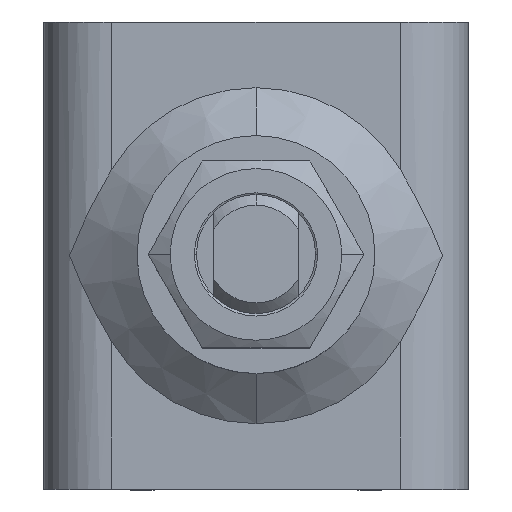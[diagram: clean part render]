
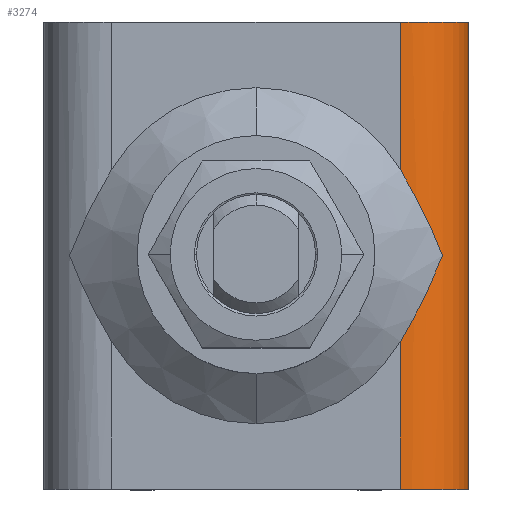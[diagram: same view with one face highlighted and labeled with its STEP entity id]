
A CAD part, top view. The second image highlights one B-rep face of the part: STEP entity #3274.
In plain terms, the highlighted cylindrical face has radius 8 mm (diameter 16 mm), a partial arc.
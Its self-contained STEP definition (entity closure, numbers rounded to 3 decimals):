
#47 = VECTOR ( 'NONE', #3129, 1000. ) ;
#107 = VERTEX_POINT ( 'NONE', #5082 ) ;
#241 = CARTESIAN_POINT ( 'NONE',  ( 21.944, 0., -1.711 ) ) ;
#297 = EDGE_CURVE ( 'NONE', #1810, #5354, #824, .T. ) ;
#320 = CARTESIAN_POINT ( 'NONE',  ( 21.781, 0.432, -1.585 ) ) ;
#694 = CARTESIAN_POINT ( 'NONE',  ( 25., 27.5, -8. ) ) ;
#824 = B_SPLINE_CURVE_WITH_KNOTS ( 'NONE', 3,
 ( #2450, #7330, #6613, #1193, #6694, #3618, #2416, #1806 ),
 .UNSPECIFIED., .F., .F.,
 ( 4, 2, 2, 4 ),
 ( 0., 0.006, 0.009, 0.011 ),
 .UNSPECIFIED. ) ;
#927 = ORIENTED_EDGE ( 'NONE', *, *, #1198, .T. ) ;
#1017 = AXIS2_PLACEMENT_3D ( 'NONE', #4214, #2486, #7843 ) ;
#1193 = CARTESIAN_POINT ( 'NONE',  ( 19.303, -5.964, -0.326 ) ) ;
#1198 = EDGE_CURVE ( 'NONE', #4745, #1810, #6640, .T. ) ;
#1407 = CARTESIAN_POINT ( 'NONE',  ( 20.143, 4.268, -0.63 ) ) ;
#1450 = VECTOR ( 'NONE', #2931, 1000. ) ;
#1462 = CIRCLE ( 'NONE', #7670, 8. ) ;
#1789 = CARTESIAN_POINT ( 'NONE',  ( 25., 27.5, -8. ) ) ;
#1806 = CARTESIAN_POINT ( 'NONE',  ( 17., -10.089, 0. ) ) ;
#1810 = VERTEX_POINT ( 'NONE', #3999 ) ;
#1854 = EDGE_CURVE ( 'NONE', #4745, #2454, #6093, .T. ) ;
#1897 = DIRECTION ( 'NONE',  ( 0., 1., 0. ) ) ;
#1905 = EDGE_CURVE ( 'NONE', #5354, #2309, #5016, .T. ) ;
#2309 = VERTEX_POINT ( 'NONE', #6188 ) ;
#2416 = CARTESIAN_POINT ( 'NONE',  ( 17.483, -9.275, 0. ) ) ;
#2450 = CARTESIAN_POINT ( 'NONE',  ( 21.944, 0., -1.711 ) ) ;
#2454 = VERTEX_POINT ( 'NONE', #6649 ) ;
#2486 = DIRECTION ( 'NONE',  ( 0., -1., 0. ) ) ;
#2646 = CARTESIAN_POINT ( 'NONE',  ( 21.269, 1.721, -1.231 ) ) ;
#2931 = DIRECTION ( 'NONE',  ( 0., 1., 0. ) ) ;
#3062 = ORIENTED_EDGE ( 'NONE', *, *, #5999, .F. ) ;
#3104 = DIRECTION ( 'NONE',  ( 0., 0., -1. ) ) ;
#3111 = DIRECTION ( 'NONE',  ( 0., 0., -1. ) ) ;
#3129 = DIRECTION ( 'NONE',  ( 0., -1., 0. ) ) ;
#3274 = ADVANCED_FACE ( 'NONE', ( #3582 ), #4291, .T. ) ;
#3290 = CARTESIAN_POINT ( 'NONE',  ( 21.614, 0.863, -1.464 ) ) ;
#3389 = VERTEX_POINT ( 'NONE', #694 ) ;
#3582 = FACE_OUTER_BOUND ( 'NONE', #7302, .T. ) ;
#3607 = CARTESIAN_POINT ( 'NONE',  ( 17., 27.5, 0. ) ) ;
#3618 = CARTESIAN_POINT ( 'NONE',  ( 17.954, -8.457, -0.044 ) ) ;
#3629 = CARTESIAN_POINT ( 'NONE',  ( 17., 27.5, -8. ) ) ;
#3884 = CARTESIAN_POINT ( 'NONE',  ( 17.981, 8.436, 0. ) ) ;
#3923 = CARTESIAN_POINT ( 'NONE',  ( 21.529, 1.078, -1.405 ) ) ;
#3999 = CARTESIAN_POINT ( 'NONE',  ( 21.944, 0., -1.711 ) ) ;
#4214 = CARTESIAN_POINT ( 'NONE',  ( 17., 27.5, -8. ) ) ;
#4291 = CYLINDRICAL_SURFACE ( 'NONE', #1017, 8. ) ;
#4532 = ORIENTED_EDGE ( 'NONE', *, *, #4821, .T. ) ;
#4582 = CARTESIAN_POINT ( 'NONE',  ( 17., 10.089, 0. ) ) ;
#4713 = CARTESIAN_POINT ( 'NONE',  ( 17., -27.5, -8. ) ) ;
#4745 = VERTEX_POINT ( 'NONE', #5806 ) ;
#4821 = EDGE_CURVE ( 'NONE', #3389, #2454, #5568, .T. ) ;
#5016 = LINE ( 'NONE', #6171, #47 ) ;
#5082 = CARTESIAN_POINT ( 'NONE',  ( 25., -27.5, -8. ) ) ;
#5227 = CARTESIAN_POINT ( 'NONE',  ( 21.09, 2.148, -1.121 ) ) ;
#5354 = VERTEX_POINT ( 'NONE', #7347 ) ;
#5358 = ORIENTED_EDGE ( 'NONE', *, *, #7401, .T. ) ;
#5568 = CIRCLE ( 'NONE', #7218, 8. ) ;
#5575 = ORIENTED_EDGE ( 'NONE', *, *, #1854, .F. ) ;
#5667 = CARTESIAN_POINT ( 'NONE',  ( 20.535, 3.424, -0.811 ) ) ;
#5806 = CARTESIAN_POINT ( 'NONE',  ( 17., 10.089, 0. ) ) ;
#5999 = EDGE_CURVE ( 'NONE', #107, #2309, #1462, .T. ) ;
#6093 = LINE ( 'NONE', #3607, #1450 ) ;
#6171 = CARTESIAN_POINT ( 'NONE',  ( 17., 27.5, 0. ) ) ;
#6188 = CARTESIAN_POINT ( 'NONE',  ( 17., -27.5, 0. ) ) ;
#6257 = CARTESIAN_POINT ( 'NONE',  ( 21.864, 0.214, -1.648 ) ) ;
#6335 = ORIENTED_EDGE ( 'NONE', *, *, #297, .T. ) ;
#6358 = CARTESIAN_POINT ( 'NONE',  ( 18.899, 6.782, -0.179 ) ) ;
#6582 = DIRECTION ( 'NONE',  ( 0., -1., 0. ) ) ;
#6613 = CARTESIAN_POINT ( 'NONE',  ( 20.556, -3.432, -0.779 ) ) ;
#6623 = DIRECTION ( 'NONE',  ( 0., -1., 0. ) ) ;
#6640 = B_SPLINE_CURVE_WITH_KNOTS ( 'NONE', 3,
 ( #4582, #3884, #6358, #1407, #5667, #5227, #2646, #3923, #3290, #320, #6257, #241 ),
 .UNSPECIFIED., .F., .F.,
 ( 4, 2, 2, 2, 2, 4 ),
 ( 0., 0.006, 0.009, 0.01, 0.011, 0.011 ),
 .UNSPECIFIED. ) ;
#6649 = CARTESIAN_POINT ( 'NONE',  ( 17., 27.5, 0. ) ) ;
#6694 = CARTESIAN_POINT ( 'NONE',  ( 18.864, -6.802, -0.206 ) ) ;
#7150 = VECTOR ( 'NONE', #1897, 1000. ) ;
#7218 = AXIS2_PLACEMENT_3D ( 'NONE', #3629, #6623, #3111 ) ;
#7302 = EDGE_LOOP ( 'NONE', ( #5358, #4532, #5575, #927, #6335, #7471, #3062 ) ) ;
#7330 = CARTESIAN_POINT ( 'NONE',  ( 21.301, -1.724, -1.205 ) ) ;
#7347 = CARTESIAN_POINT ( 'NONE',  ( 17., -10.089, 0. ) ) ;
#7352 = LINE ( 'NONE', #1789, #7150 ) ;
#7401 = EDGE_CURVE ( 'NONE', #107, #3389, #7352, .T. ) ;
#7471 = ORIENTED_EDGE ( 'NONE', *, *, #1905, .T. ) ;
#7670 = AXIS2_PLACEMENT_3D ( 'NONE', #4713, #6582, #3104 ) ;
#7843 = DIRECTION ( 'NONE',  ( 0., 0., -1. ) ) ;
